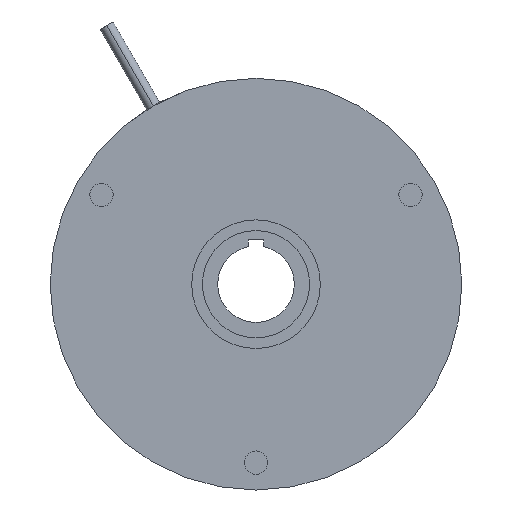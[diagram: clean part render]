
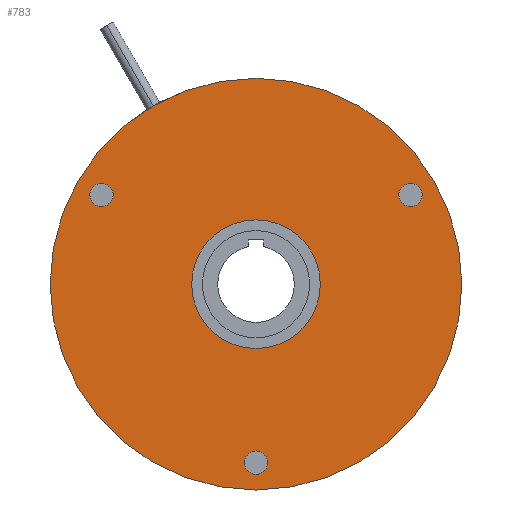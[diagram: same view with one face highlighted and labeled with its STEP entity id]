
A CAD part, left-side view. The second image highlights one B-rep face of the part: STEP entity #783.
In plain terms, the highlighted planar face has unit normal (-1, 0, 0).
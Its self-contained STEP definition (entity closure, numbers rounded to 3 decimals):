
#547=CARTESIAN_POINT('POINT187',(0.,
   0.,42.672));
#548=VERTEX_POINT('VERTEX187',#547);
#555=CARTESIAN_POINT('POINT188',(0.,
   0.,-42.672));
#556=VERTEX_POINT('VERTEX188',#555);
#557=CARTESIAN_POINT('POS273',(0.,0.,0.))
   ;
#558=DIRECTION('DIR423',(-1.,0.,0.));
#559=DIRECTION('DIR424',(0.,0.,1.));
#560=AXIS2_PLACEMENT_3D('AXIS151',#557,#558,#559);
#561=CIRCLE('ELLIPSE74',#560,42.672);
#562=EDGE_CURVE('EDGE275',#556,#548,#561,.T.);
#582=EDGE_CURVE('EDGE277',#548,#556,#561,.T.);
#587=CARTESIAN_POINT('POINT189',(0.,
   -2.413,-36.995));
#588=VERTEX_POINT('VERTEX189',#587);
#595=CARTESIAN_POINT('POINT190',(0.,
   2.413,-36.995));
#596=VERTEX_POINT('VERTEX190',#595);
#597=CARTESIAN_POINT('POS277',(0.,
   0.,-36.995));
#598=DIRECTION('DIR429',(1.,0.,
   0.));
#599=DIRECTION('DIR430',(0.,-1.,
   0.));
#600=AXIS2_PLACEMENT_3D('AXIS153',#597,#598,#599);
#601=CIRCLE('ELLIPSE75',#600,2.413);
#602=EDGE_CURVE('EDGE279',#596,#588,#601,.T.);
#622=EDGE_CURVE('EDGE281',#588,#596,#601,.T.);
#627=CARTESIAN_POINT('POINT191',(0.,
   33.245,16.408));
#628=VERTEX_POINT('VERTEX191',#627);
#635=CARTESIAN_POINT('POINT192',(0.,
   30.832,20.587));
#636=VERTEX_POINT('VERTEX192',#635);
#637=CARTESIAN_POINT('POS281',(0.,
   32.039,18.498));
#638=DIRECTION('DIR435',(1.,0.,
   0.));
#639=DIRECTION('DIR436',(0.,0.5,
   -0.866));
#640=AXIS2_PLACEMENT_3D('AXIS155',#637,#638,#639);
#641=CIRCLE('ELLIPSE76',#640,2.413);
#642=EDGE_CURVE('EDGE283',#636,#628,#641,.T.);
#662=EDGE_CURVE('EDGE285',#628,#636,#641,.T.);
#667=CARTESIAN_POINT('POINT193',(0.,
   -30.832,20.587));
#668=VERTEX_POINT('VERTEX193',#667);
#675=CARTESIAN_POINT('POINT194',(0.,
   -33.245,16.408));
#676=VERTEX_POINT('VERTEX194',#675);
#677=CARTESIAN_POINT('POS285',(0.,
   -32.039,18.498));
#678=DIRECTION('DIR441',(1.,0.,
   0.));
#679=DIRECTION('DIR442',(0.,0.5,
   0.866));
#680=AXIS2_PLACEMENT_3D('AXIS157',#677,#678,#679);
#681=CIRCLE('ELLIPSE77',#680,2.413);
#682=EDGE_CURVE('EDGE287',#676,#668,#681,.T.);
#702=EDGE_CURVE('EDGE289',#668,#676,#681,.T.);
#747=ORIENTED_EDGE('COEDGE577',*,*,#702,.T.);
#748=ORIENTED_EDGE('COEDGE578',*,*,#682,.T.);
#749=EDGE_LOOP('NONE',(#747,#748));
#750=FACE_BOUND('LOOP1',#749,.T.);
#751=ORIENTED_EDGE('COEDGE579',*,*,#662,.T.);
#752=ORIENTED_EDGE('COEDGE580',*,*,#642,.T.);
#753=EDGE_LOOP('NONE',(#751,#752));
#754=FACE_BOUND('LOOP1',#753,.T.);
#755=ORIENTED_EDGE('COEDGE581',*,*,#622,.T.);
#756=ORIENTED_EDGE('COEDGE582',*,*,#602,.T.);
#757=EDGE_LOOP('NONE',(#755,#756));
#758=FACE_BOUND('LOOP1',#757,.T.);
#759=CARTESIAN_POINT('POINT197',(0.,
   0.,13.335));
#760=VERTEX_POINT('VERTEX197',#759);
#761=CARTESIAN_POINT('POINT198',(0.,
   0.,-13.335));
#762=VERTEX_POINT('VERTEX198',#761);
#763=CARTESIAN_POINT('POS292',(0.,0.,0.))
   ;
#764=DIRECTION('DIR452',(-1.,0.,0.));
#765=DIRECTION('DIR453',(0.,0.,1.));
#766=AXIS2_PLACEMENT_3D('AXIS161',#763,#764,#765);
#767=CIRCLE('ELLIPSE79',#766,13.335);
#768=EDGE_CURVE('EDGE294',#760,#762,#767,.T.);
#769=ORIENTED_EDGE('COEDGE583',*,*,#768,.F.);
#770=EDGE_CURVE('EDGE295',#762,#760,#767,.T.);
#771=ORIENTED_EDGE('COEDGE584',*,*,#770,.F.);
#772=EDGE_LOOP('NONE',(#769,#771));
#773=FACE_BOUND('LOOP1',#772,.T.);
#774=ORIENTED_EDGE('COEDGE585',*,*,#582,.T.);
#775=ORIENTED_EDGE('COEDGE586',*,*,#562,.T.);
#776=EDGE_LOOP('NONE',(#774,#775));
#777=FACE_BOUND('LOOP1',#776,.T.);
#778=CARTESIAN_POINT('POS293',(0.,
   0.,28.004));
#779=DIRECTION('DIR454',(-1.,0.,0.));
#780=DIRECTION('DIR455',(0.,1.,0.));
#781=AXIS2_PLACEMENT_3D('AXIS162',#778,#779,#780);
#782=PLANE('PLANE40',#781);
#783=ADVANCED_FACE('FACE120',(#750,#754,#758,#773,#777),#782,.T.);
